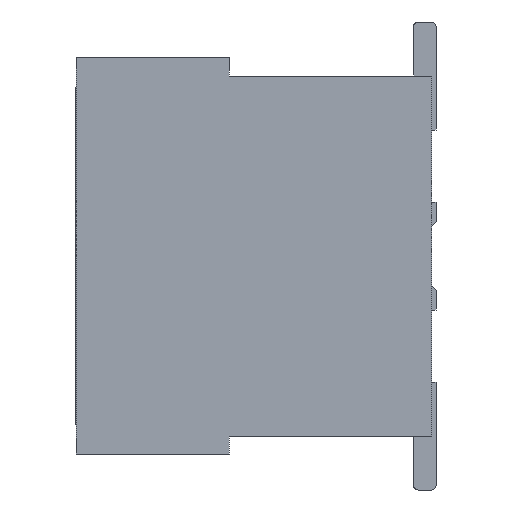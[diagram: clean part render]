
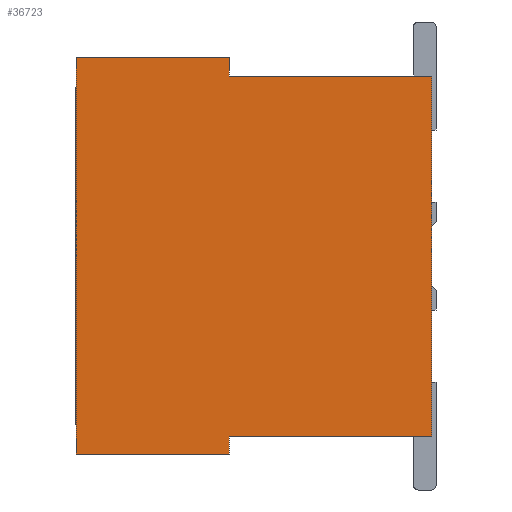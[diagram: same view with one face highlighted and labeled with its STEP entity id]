
A CAD part, left-side view. The second image highlights one B-rep face of the part: STEP entity #36723.
In plain terms, the highlighted planar face has unit normal (-1, 0, 0).
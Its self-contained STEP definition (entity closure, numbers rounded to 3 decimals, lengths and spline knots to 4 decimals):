
#3735 = EDGE_LOOP ( 'NONE', ( #71308, #48205, #68185, #11567, #37263, #73825, #40761, #26959 ) ) ;
#4230 = VERTEX_POINT ( 'NONE', #58097 ) ;
#5104 = DIRECTION ( 'NONE',  ( 0., 1., 0. ) ) ;
#6551 = CARTESIAN_POINT ( 'NONE',  ( -6.35, 2.1, -2.2 ) ) ;
#6921 = CARTESIAN_POINT ( 'NONE',  ( -6.35, -1., -2. ) ) ;
#6938 = CARTESIAN_POINT ( 'NONE',  ( -6.35, 1.25, -2.2 ) ) ;
#10696 = VERTEX_POINT ( 'NONE', #13690 ) ;
#11567 = ORIENTED_EDGE ( 'NONE', *, *, #65086, .T. ) ;
#11579 = EDGE_CURVE ( 'NONE', #22858, #23249, #43729, .T. ) ;
#13690 = CARTESIAN_POINT ( 'NONE',  ( -6.35, 1.25, -2. ) ) ;
#15375 = FACE_OUTER_BOUND ( 'NONE', #3735, .T. ) ;
#17444 = VECTOR ( 'NONE', #23157, 1000. ) ;
#18891 = CARTESIAN_POINT ( 'NONE',  ( -6.35, 1.475, -2. ) ) ;
#21767 = VERTEX_POINT ( 'NONE', #6938 ) ;
#22858 = VERTEX_POINT ( 'NONE', #63065 ) ;
#23157 = DIRECTION ( 'NONE',  ( 0., 0., 1. ) ) ;
#23249 = VERTEX_POINT ( 'NONE', #39499 ) ;
#25638 = VERTEX_POINT ( 'NONE', #39253 ) ;
#25846 = CARTESIAN_POINT ( 'NONE',  ( -6.35, 1.475, 0. ) ) ;
#26959 = ORIENTED_EDGE ( 'NONE', *, *, #47537, .F. ) ;
#27003 = CARTESIAN_POINT ( 'NONE',  ( -6.35, 1.25, 2. ) ) ;
#29167 = VERTEX_POINT ( 'NONE', #29552 ) ;
#29310 = DIRECTION ( 'NONE',  ( 0., 1., 0. ) ) ;
#29522 = DIRECTION ( 'NONE',  ( 0., 0., 1. ) ) ;
#29552 = CARTESIAN_POINT ( 'NONE',  ( -6.35, 2.95, -2.2 ) ) ;
#33452 = CARTESIAN_POINT ( 'NONE',  ( -6.35, 0.625, 2. ) ) ;
#34378 = CARTESIAN_POINT ( 'NONE',  ( -6.35, 1.25, 2. ) ) ;
#35114 = CARTESIAN_POINT ( 'NONE',  ( -6.35, 2.95, -2.2 ) ) ;
#35222 = EDGE_CURVE ( 'NONE', #10696, #25638, #63640, .T. ) ;
#36723 = ADVANCED_FACE ( 'NONE', ( #15375 ), #65774, .F. ) ;
#37041 = DIRECTION ( 'NONE',  ( 0., -1., 0. ) ) ;
#37263 = ORIENTED_EDGE ( 'NONE', *, *, #11579, .F. ) ;
#39253 = CARTESIAN_POINT ( 'NONE',  ( -6.35, -1., -2. ) ) ;
#39499 = CARTESIAN_POINT ( 'NONE',  ( -6.35, 1.25, 2.2 ) ) ;
#40761 = ORIENTED_EDGE ( 'NONE', *, *, #55206, .F. ) ;
#41520 = VECTOR ( 'NONE', #29310, 1000. ) ;
#41559 = VECTOR ( 'NONE', #29522, 1000. ) ;
#41908 = VECTOR ( 'NONE', #46850, 1000. ) ;
#42935 = CARTESIAN_POINT ( 'NONE',  ( -6.35, 1.25, -2. ) ) ;
#43729 = LINE ( 'NONE', #55620, #70510 ) ;
#46850 = DIRECTION ( 'NONE',  ( 0., 0., 1. ) ) ;
#47537 = EDGE_CURVE ( 'NONE', #10696, #21767, #49266, .T. ) ;
#48010 = DIRECTION ( 'NONE',  ( 0., -1., 0. ) ) ;
#48205 = ORIENTED_EDGE ( 'NONE', *, *, #72104, .T. ) ;
#49266 = LINE ( 'NONE', #42935, #68028 ) ;
#52086 = LINE ( 'NONE', #6921, #41908 ) ;
#55206 = EDGE_CURVE ( 'NONE', #21767, #29167, #58759, .T. ) ;
#55526 = VERTEX_POINT ( 'NONE', #27003 ) ;
#55620 = CARTESIAN_POINT ( 'NONE',  ( -6.35, 1.475, 2.2 ) ) ;
#56239 = EDGE_CURVE ( 'NONE', #4230, #55526, #62521, .T. ) ;
#56361 = LINE ( 'NONE', #35114, #41559 ) ;
#58097 = CARTESIAN_POINT ( 'NONE',  ( -6.35, -1., 2. ) ) ;
#58759 = LINE ( 'NONE', #6551, #41520 ) ;
#62521 = LINE ( 'NONE', #33452, #65465 ) ;
#63065 = CARTESIAN_POINT ( 'NONE',  ( -6.35, 2.95, 2.2 ) ) ;
#63640 = LINE ( 'NONE', #18891, #72045 ) ;
#65086 = EDGE_CURVE ( 'NONE', #55526, #23249, #69452, .T. ) ;
#65465 = VECTOR ( 'NONE', #5104, 1000. ) ;
#65687 = DIRECTION ( 'NONE',  ( 0., 0., -1. ) ) ;
#65774 = PLANE ( 'NONE',  #73439 ) ;
#66863 = DIRECTION ( 'NONE',  ( 1., 0., 0. ) ) ;
#67081 = EDGE_CURVE ( 'NONE', #29167, #22858, #56361, .T. ) ;
#68028 = VECTOR ( 'NONE', #65687, 1000. ) ;
#68185 = ORIENTED_EDGE ( 'NONE', *, *, #56239, .T. ) ;
#69452 = LINE ( 'NONE', #34378, #17444 ) ;
#70510 = VECTOR ( 'NONE', #37041, 1000. ) ;
#71308 = ORIENTED_EDGE ( 'NONE', *, *, #35222, .T. ) ;
#72045 = VECTOR ( 'NONE', #48010, 1000. ) ;
#72104 = EDGE_CURVE ( 'NONE', #25638, #4230, #52086, .T. ) ;
#72490 = DIRECTION ( 'NONE',  ( 0., 1., 0. ) ) ;
#73439 = AXIS2_PLACEMENT_3D ( 'NONE', #25846, #66863, #72490 ) ;
#73825 = ORIENTED_EDGE ( 'NONE', *, *, #67081, .F. ) ;
